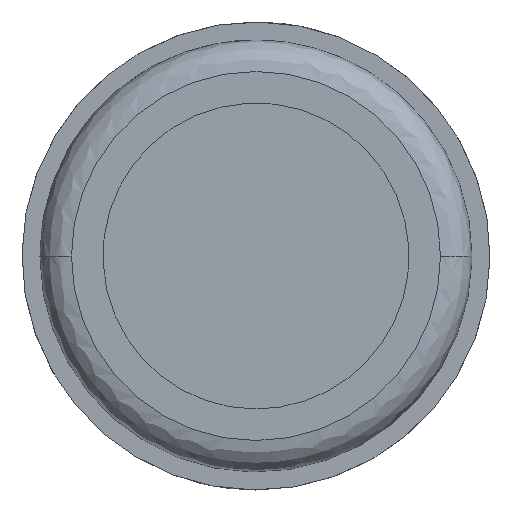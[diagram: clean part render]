
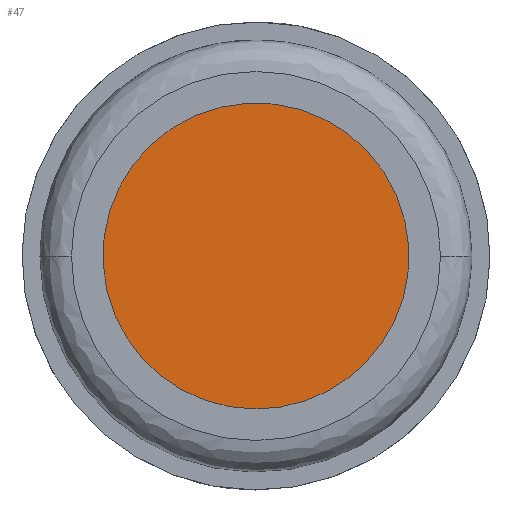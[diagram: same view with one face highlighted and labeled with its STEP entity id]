
A CAD part, front view. The second image highlights one B-rep face of the part: STEP entity #47.
In plain terms, the highlighted planar face has unit normal (0, -1, 0).
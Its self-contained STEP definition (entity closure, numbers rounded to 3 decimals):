
#47=ADVANCED_FACE('',(#138),#137,.T.);
#137=PLANE('',#349);
#138=FACE_OUTER_BOUND('',#350,.T.);
#346=CARTESIAN_POINT('',(-35.334,12.7,39.1));
#347=DIRECTION('',(0.,-1.,0.));
#348=DIRECTION('',(0.,0.,-1.));
#349=AXIS2_PLACEMENT_3D('',#346,#347,#348);
#350=EDGE_LOOP('',(#623,#624,#625));
#623=ORIENTED_EDGE('',*,*,#763,.T.);
#624=ORIENTED_EDGE('',*,*,#764,.T.);
#625=ORIENTED_EDGE('',*,*,#765,.T.);
#763=EDGE_CURVE('',#1066,#1067,#1068,.T.);
#764=EDGE_CURVE('',#1067,#1074,#1075,.T.);
#765=EDGE_CURVE('',#1074,#1066,#1081,.T.);
#1066=VERTEX_POINT('',#1477);
#1067=VERTEX_POINT('',#1478);
#1068=CIRCLE('',#1482,17.);
#1074=VERTEX_POINT('',#1483);
#1075=CIRCLE('',#1487,17.);
#1081=CIRCLE('',#1491,17.);
#1477=CARTESIAN_POINT('',(0.,12.7,-17.));
#1478=CARTESIAN_POINT('',(16.881,12.7,-2.009));
#1479=CARTESIAN_POINT('',(0.,12.7,0.));
#1480=DIRECTION('',(0.,-1.,0.));
#1481=DIRECTION('',(0.,0.,-1.));
#1482=AXIS2_PLACEMENT_3D('',#1479,#1480,#1481);
#1483=CARTESIAN_POINT('',(-16.881,12.7,2.007));
#1484=CARTESIAN_POINT('',(0.,12.7,0.));
#1485=DIRECTION('',(0.,-1.,0.));
#1486=DIRECTION('',(0.,0.,-1.));
#1487=AXIS2_PLACEMENT_3D('',#1484,#1485,#1486);
#1488=CARTESIAN_POINT('',(0.,12.7,0.));
#1489=DIRECTION('',(0.,-1.,0.));
#1490=DIRECTION('',(0.,0.,-1.));
#1491=AXIS2_PLACEMENT_3D('',#1488,#1489,#1490);
